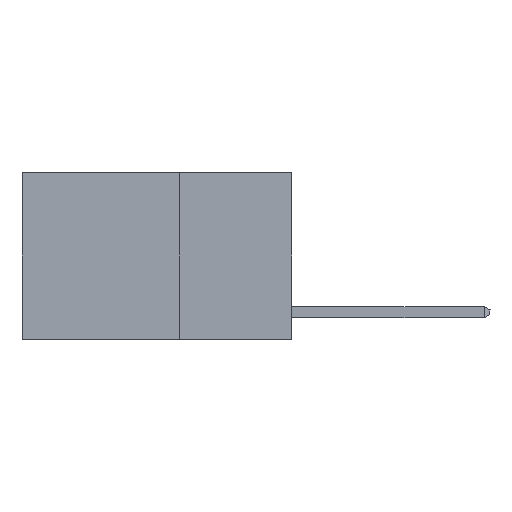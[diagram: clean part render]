
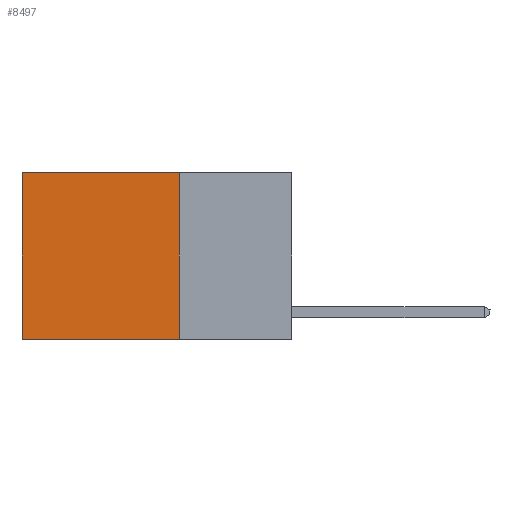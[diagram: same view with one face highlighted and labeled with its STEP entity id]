
A CAD part, left-side view. The second image highlights one B-rep face of the part: STEP entity #8497.
In plain terms, the highlighted planar face has unit normal (-1, 0, 0).
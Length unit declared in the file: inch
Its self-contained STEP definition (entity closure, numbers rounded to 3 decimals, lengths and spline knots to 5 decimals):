
#1155 = EDGE_CURVE ( 'NONE', #2263, #7587, #5672, .T. ) ;
#2263 = VERTEX_POINT ( 'NONE', #4428 ) ;
#2352 = AXIS2_PLACEMENT_3D ( 'NONE', #15824, #17254, #8627 ) ;
#2829 = EDGE_LOOP ( 'NONE', ( #4752, #3689, #12373, #16763 ) ) ;
#3081 = EDGE_CURVE ( 'NONE', #2263, #6323, #14787, .T. ) ;
#3645 = FACE_OUTER_BOUND ( 'NONE', #2829, .T. ) ;
#3689 = ORIENTED_EDGE ( 'NONE', *, *, #6476, .F. ) ;
#4102 = CARTESIAN_POINT ( 'NONE',  ( 0.2625, 0.25, -0.37 ) ) ;
#4428 = CARTESIAN_POINT ( 'NONE',  ( 0.2625, 0.25, 0. ) ) ;
#4752 = ORIENTED_EDGE ( 'NONE', *, *, #18197, .T. ) ;
#5672 = LINE ( 'NONE', #7508, #8765 ) ;
#6323 = VERTEX_POINT ( 'NONE', #13626 ) ;
#6476 = EDGE_CURVE ( 'NONE', #7587, #8427, #12006, .T. ) ;
#7508 = CARTESIAN_POINT ( 'NONE',  ( 0.2625, 0.25, 0. ) ) ;
#7587 = VERTEX_POINT ( 'NONE', #14063 ) ;
#8427 = VERTEX_POINT ( 'NONE', #17189 ) ;
#8497 = ADVANCED_FACE ( 'NONE', ( #3645 ), #15764, .F. ) ;
#8627 = DIRECTION ( 'NONE',  ( 0., 0., -1. ) ) ;
#8765 = VECTOR ( 'NONE', #17542, 39.37008 ) ;
#9869 = CARTESIAN_POINT ( 'NONE',  ( 0.2625, 0.6, 0. ) ) ;
#10514 = VECTOR ( 'NONE', #12928, 39.37008 ) ;
#12006 = LINE ( 'NONE', #4102, #14231 ) ;
#12373 = ORIENTED_EDGE ( 'NONE', *, *, #1155, .F. ) ;
#12928 = DIRECTION ( 'NONE',  ( 0., 1., 0. ) ) ;
#12981 = CARTESIAN_POINT ( 'NONE',  ( 0.2625, 0.25, 0. ) ) ;
#13626 = CARTESIAN_POINT ( 'NONE',  ( 0.2625, 0.6, 0. ) ) ;
#13869 = DIRECTION ( 'NONE',  ( 0., 1., 0. ) ) ;
#14063 = CARTESIAN_POINT ( 'NONE',  ( 0.2625, 0.25, -0.37 ) ) ;
#14231 = VECTOR ( 'NONE', #13869, 39.37008 ) ;
#14787 = LINE ( 'NONE', #12981, #10514 ) ;
#15763 = LINE ( 'NONE', #9869, #15959 ) ;
#15764 = PLANE ( 'NONE',  #2352 ) ;
#15824 = CARTESIAN_POINT ( 'NONE',  ( 0.2625, 0.25, 0. ) ) ;
#15959 = VECTOR ( 'NONE', #17230, 39.37008 ) ;
#16763 = ORIENTED_EDGE ( 'NONE', *, *, #3081, .T. ) ;
#17189 = CARTESIAN_POINT ( 'NONE',  ( 0.2625, 0.6, -0.37 ) ) ;
#17230 = DIRECTION ( 'NONE',  ( 0., 0., -1. ) ) ;
#17254 = DIRECTION ( 'NONE',  ( 1., 0., 0. ) ) ;
#17542 = DIRECTION ( 'NONE',  ( 0., 0., -1. ) ) ;
#18197 = EDGE_CURVE ( 'NONE', #6323, #8427, #15763, .T. ) ;
